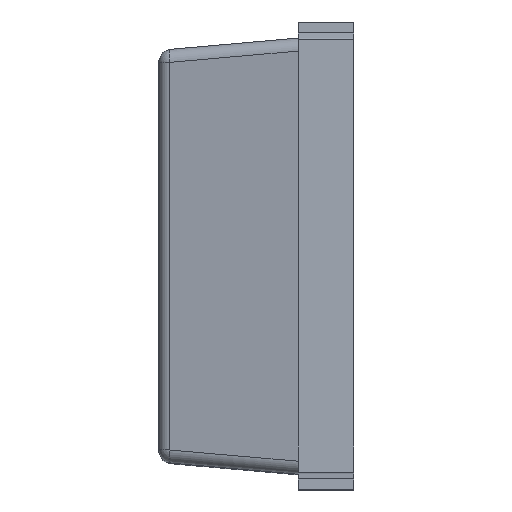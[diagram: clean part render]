
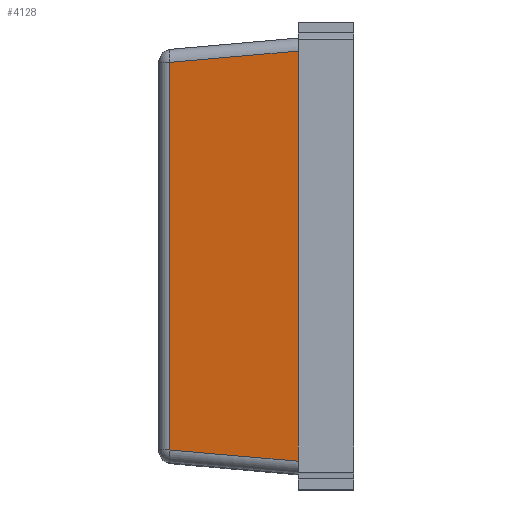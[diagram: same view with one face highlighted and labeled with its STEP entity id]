
A CAD part, top view. The second image highlights one B-rep face of the part: STEP entity #4128.
In plain terms, the highlighted planar face has unit normal (-0.17, 0, 0.985).
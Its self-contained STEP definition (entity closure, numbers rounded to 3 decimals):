
#360=FACE_OUTER_BOUND('',#603,.T.);
#603=EDGE_LOOP('',(#3269,#3270,#3271,#3272,#3273,#3274));
#925=LINE('',#6629,#1404);
#927=LINE('',#6643,#1406);
#930=LINE('',#6651,#1409);
#956=LINE('',#6722,#1435);
#963=LINE('',#6736,#1442);
#964=LINE('',#6737,#1443);
#1404=VECTOR('',#4982,1.);
#1406=VECTOR('',#4998,1.);
#1409=VECTOR('',#5005,1.);
#1435=VECTOR('',#5083,1.);
#1442=VECTOR('',#5098,1.);
#1443=VECTOR('',#5099,1.);
#1850=VERTEX_POINT('',#6622);
#1852=VERTEX_POINT('',#6627);
#1857=VERTEX_POINT('',#6639);
#1860=VERTEX_POINT('',#6650);
#1871=VERTEX_POINT('',#6693);
#1876=VERTEX_POINT('',#6707);
#2325=EDGE_CURVE('',#1852,#1850,#925,.T.);
#2332=EDGE_CURVE('',#1850,#1857,#927,.T.);
#2336=EDGE_CURVE('',#1857,#1860,#930,.T.);
#2373=EDGE_CURVE('',#1876,#1871,#956,.T.);
#2380=EDGE_CURVE('',#1852,#1871,#963,.T.);
#2381=EDGE_CURVE('',#1860,#1876,#964,.T.);
#3269=ORIENTED_EDGE('',*,*,#2325,.F.);
#3270=ORIENTED_EDGE('',*,*,#2380,.T.);
#3271=ORIENTED_EDGE('',*,*,#2373,.F.);
#3272=ORIENTED_EDGE('',*,*,#2381,.F.);
#3273=ORIENTED_EDGE('',*,*,#2336,.F.);
#3274=ORIENTED_EDGE('',*,*,#2332,.F.);
#3910=PLANE('',#4399);
#4128=ADVANCED_FACE('',(#360),#3910,.T.);
#4399=AXIS2_PLACEMENT_3D('',#6735,#5096,#5097);
#4982=DIRECTION('',(-0.982,0.086,-0.17));
#4998=DIRECTION('',(0.,1.,0.));
#5005=DIRECTION('',(0.982,0.086,0.17));
#5083=DIRECTION('',(0.,-1.,0.));
#5096=DIRECTION('center_axis',(-0.17,0.,
0.985));
#5097=DIRECTION('ref_axis',(-0.985,0.,-0.17));
#5098=DIRECTION('',(0.,1.,0.));
#5099=DIRECTION('',(0.,-1.,0.));
#6622=CARTESIAN_POINT('',(-1.271,-4.415,12.243));
#6627=CARTESIAN_POINT('',(1.66,-4.672,12.75));
#6629=CARTESIAN_POINT('',(-0.22,-4.507,12.425));
#6639=CARTESIAN_POINT('',(-1.271,4.415,12.243));
#6643=CARTESIAN_POINT('',(-1.271,-1.27,12.243));
#6650=CARTESIAN_POINT('',(1.66,4.672,12.75));
#6651=CARTESIAN_POINT('',(-0.068,4.521,12.451));
#6693=CARTESIAN_POINT('',(1.66,-1.75,12.75));
#6707=CARTESIAN_POINT('',(1.66,1.75,12.75));
#6722=CARTESIAN_POINT('',(1.66,-1.241,12.75));
#6735=CARTESIAN_POINT('Origin',(0.07,-2.54,12.475));
#6736=CARTESIAN_POINT('',(1.66,-2.54,12.75));
#6737=CARTESIAN_POINT('',(1.66,-1.241,12.75));
